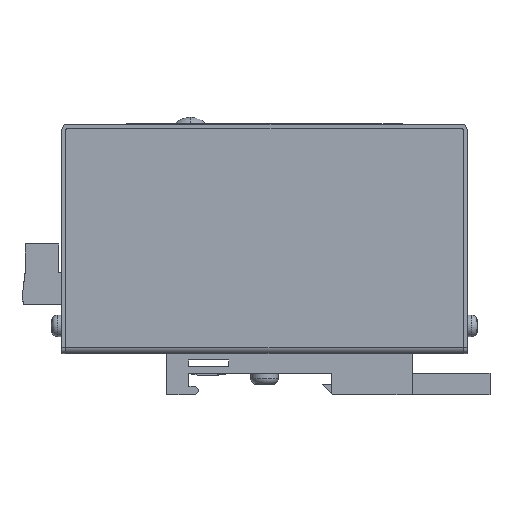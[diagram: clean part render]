
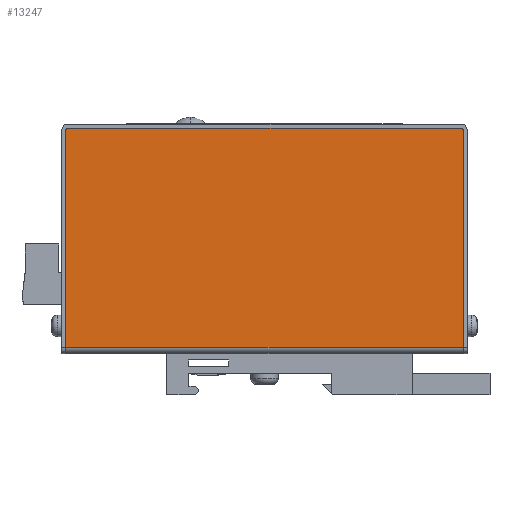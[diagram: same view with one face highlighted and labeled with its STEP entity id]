
A CAD part, left-side view. The second image highlights one B-rep face of the part: STEP entity #13247.
In plain terms, the highlighted planar face has unit normal (-1, 0, 0).
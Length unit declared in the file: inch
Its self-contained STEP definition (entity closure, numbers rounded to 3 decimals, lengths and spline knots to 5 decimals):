
#2642 = CARTESIAN_POINT ( 'NONE',  ( -1.474, 1.93, -0.06 ) ) ;
#2678 = CARTESIAN_POINT ( 'NONE',  ( -1.474, 1.93, -2.169 ) ) ;
#2699 = CARTESIAN_POINT ( 'NONE',  ( -1.474, -1.93, -0.06 ) ) ;
#2700 = CARTESIAN_POINT ( 'NONE',  ( -1.474, -1.93, -2.169 ) ) ;
#2726 = DIRECTION ( 'NONE',  ( 0., 0., -1. ) ) ;
#2727 = VECTOR ( 'NONE', #2726, 39.37008 ) ;
#2728 = CARTESIAN_POINT ( 'NONE',  ( -1.474, -1.93, -0.06 ) ) ;
#2729 = LINE ( 'NONE', #2728, #2727 ) ;
#2742 = DIRECTION ( 'NONE',  ( 0., 0., 1. ) ) ;
#2743 = VECTOR ( 'NONE', #2742, 39.37008 ) ;
#2744 = CARTESIAN_POINT ( 'NONE',  ( -1.474, 1.93, -2.40837 ) ) ;
#2748 = LINE ( 'NONE', #2744, #2743 ) ;
#2752 = DIRECTION ( 'NONE',  ( 0., 0., -1. ) ) ;
#2753 = DIRECTION ( 'NONE',  ( -1., 0., 0. ) ) ;
#2754 = CARTESIAN_POINT ( 'NONE',  ( -1.474, 1.91, -0.06 ) ) ;
#2755 = CARTESIAN_POINT ( 'NONE',  ( -1.474, -1.93, -2.169 ) ) ;
#2756 = LINE ( 'NONE', #2755, #2812 ) ;
#2759 = AXIS2_PLACEMENT_3D ( 'NONE', #2754, #2753, #2752 ) ;
#2760 = FACE_OUTER_BOUND ( 'NONE', #13218, .T. ) ;
#2761 = PLANE ( 'NONE',  #2759 ) ;
#2768 = CARTESIAN_POINT ( 'NONE',  ( -1.474, 1.91, -0.04 ) ) ;
#2773 = CARTESIAN_POINT ( 'NONE',  ( -1.474, -1.91, -0.04 ) ) ;
#2806 = DIRECTION ( 'NONE',  ( 0., -1., 0. ) ) ;
#2807 = VECTOR ( 'NONE', #2806, 39.37008 ) ;
#2808 = CARTESIAN_POINT ( 'NONE',  ( -1.474, 1.91, -0.04 ) ) ;
#2809 = LINE ( 'NONE', #2808, #2807 ) ;
#2811 = DIRECTION ( 'NONE',  ( 0., -1., 0. ) ) ;
#2812 = VECTOR ( 'NONE', #2811, 39.37008 ) ;
#4338 = EDGE_CURVE ( 'NONE', #13176, #13246, #11420, .T. ) ;
#4339 = ORIENTED_EDGE ( 'NONE', *, *, #4338, .F. ) ;
#4348 = EDGE_CURVE ( 'NONE', #13232, #13205, #11457, .T. ) ;
#9331 = DIRECTION ( 'NONE',  ( 0., 0., -1. ) ) ;
#11418 = DIRECTION ( 'NONE',  ( 1., 0., 0. ) ) ;
#11419 = AXIS2_PLACEMENT_3D ( 'NONE', #11438, #11418, #9331 ) ;
#11420 = CIRCLE ( 'NONE', #11419, 0.02 ) ;
#11438 = CARTESIAN_POINT ( 'NONE',  ( -1.474, 1.91, -0.06 ) ) ;
#11454 = DIRECTION ( 'NONE',  ( 0., 0., -1. ) ) ;
#11455 = DIRECTION ( 'NONE',  ( 1., 0., 0. ) ) ;
#11456 = AXIS2_PLACEMENT_3D ( 'NONE', #11473, #11455, #11454 ) ;
#11457 = CIRCLE ( 'NONE', #11456, 0.02 ) ;
#11473 = CARTESIAN_POINT ( 'NONE',  ( -1.474, -1.91, -0.06 ) ) ;
#13176 = VERTEX_POINT ( 'NONE', #2642 ) ;
#13193 = VERTEX_POINT ( 'NONE', #2678 ) ;
#13197 = VERTEX_POINT ( 'NONE', #2700 ) ;
#13205 = VERTEX_POINT ( 'NONE', #2699 ) ;
#13208 = EDGE_CURVE ( 'NONE', #13193, #13176, #2748, .T. ) ;
#13218 = EDGE_LOOP ( 'NONE', ( #13224, #13244, #13245, #13235, #13243, #4339 ) ) ;
#13220 = EDGE_CURVE ( 'NONE', #13205, #13197, #2729, .T. ) ;
#13224 = ORIENTED_EDGE ( 'NONE', *, *, #13208, .F. ) ;
#13232 = VERTEX_POINT ( 'NONE', #2773 ) ;
#13235 = ORIENTED_EDGE ( 'NONE', *, *, #4348, .F. ) ;
#13243 = ORIENTED_EDGE ( 'NONE', *, *, #13249, .F. ) ;
#13244 = ORIENTED_EDGE ( 'NONE', *, *, #13248, .T. ) ;
#13245 = ORIENTED_EDGE ( 'NONE', *, *, #13220, .F. ) ;
#13246 = VERTEX_POINT ( 'NONE', #2768 ) ;
#13247 = ADVANCED_FACE ( 'NONE', ( #2760 ), #2761, .T. ) ;
#13248 = EDGE_CURVE ( 'NONE', #13193, #13197, #2756, .T. ) ;
#13249 = EDGE_CURVE ( 'NONE', #13246, #13232, #2809, .T. ) ;
